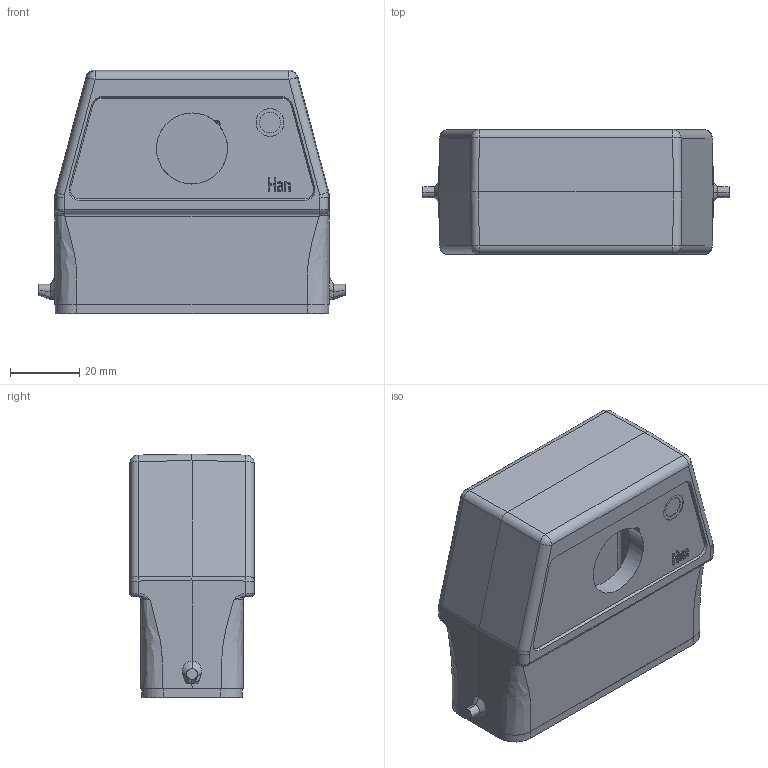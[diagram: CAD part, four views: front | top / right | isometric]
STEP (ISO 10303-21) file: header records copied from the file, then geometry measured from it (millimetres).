
FILE_DESCRIPTION((''),'2;1');
FILE_NAME('05200160661.stp','2020-07-07T16:09:51',('e.eickhoff'),(''),'Autodesk Inventor 2012','Autodesk Inventor 2012','');
FILE_SCHEMA(('AUTOMOTIVE_DESIGN { 1 0 10303 214 1 1 1 1 }'));
Length unit declared in the file: millimetre
Products named in the file (1): 05200160661
Bounding box: 88.3 x 36 x 70.3 mm (x, y, z)
Volume: 65382.9 mm3; surface area: 32482.4 mm2
Topology: 1 solids, 1 shells, 399 faces, 995 edges, 630 vertices
Faces by surface type: plane 200, cylinder 89, bspline 76, cone 22, torus 8, sphere 4
Full cylindrical faces by diameter (mm): 2.74 x3, 3 x1, 6 x1, 8 x1, 20.5 x1
Entity records: 14272 total; most frequent: CARTESIAN_POINT 4902, ORIENTED_EDGE 1954, DIRECTION 1817, EDGE_CURVE 977, VERTEX_POINT 625, AXIS2_PLACEMENT_3D 617, VECTOR 583, LINE 583
